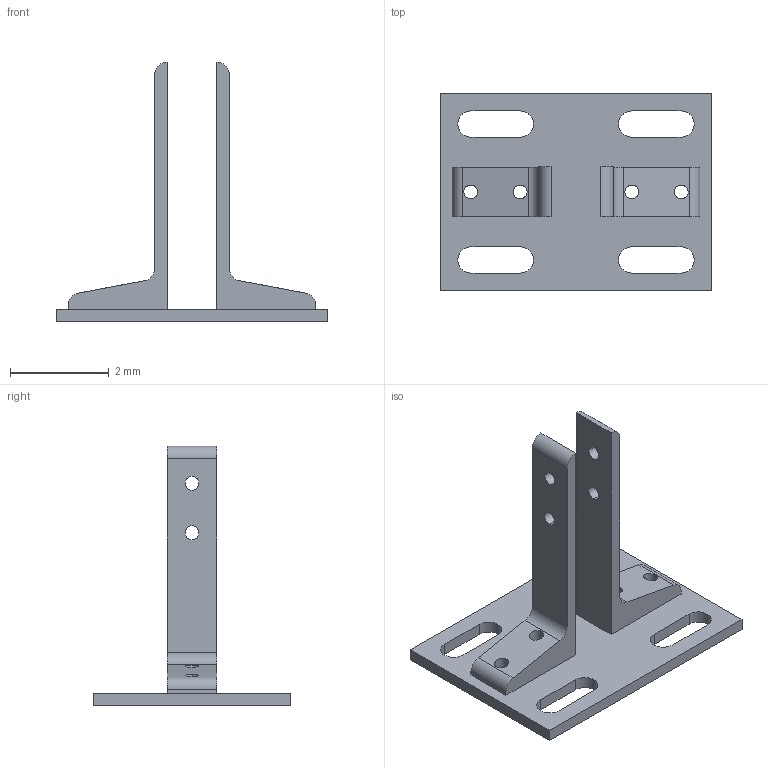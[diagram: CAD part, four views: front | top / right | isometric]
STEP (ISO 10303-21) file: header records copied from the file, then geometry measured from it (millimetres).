
FILE_DESCRIPTION((''),'2;1');
FILE_NAME('10FF5820.stp','2015-07-07T13:44:51',(''),(''),'Mechanical Desktop 2011','Mechanical Desktop 2011',', , ');
FILE_SCHEMA(('CONFIG_CONTROL_DESIGN'));
Length unit declared in the file: millimetre
Products named in the file (1): Product
Bounding box: 5.5 x 4 x 5.25 mm (x, y, z)
Volume: 8.6 mm3; surface area: 83.2 mm2
Topology: 3 solids, 3 shells, 74 faces, 196 edges, 128 vertices
Faces by surface type: cylinder 38, plane 20, bspline 8, cone 8
Entity records: 2475 total; most frequent: CARTESIAN_POINT 423, DIRECTION 414, ORIENTED_EDGE 392, EDGE_CURVE 196, AXIS2_PLACEMENT_3D 151, VERTEX_POINT 128, VECTOR 112, LINE 112
